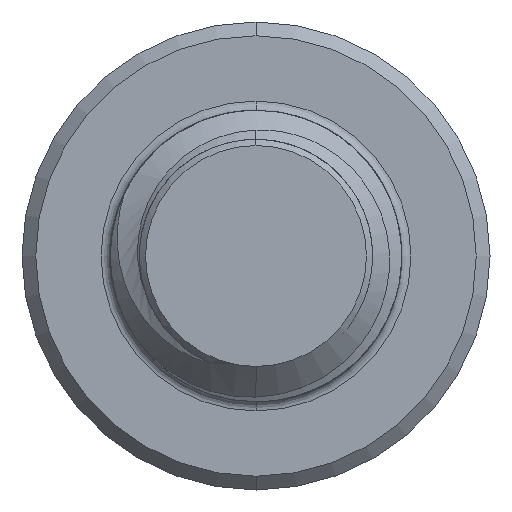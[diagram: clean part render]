
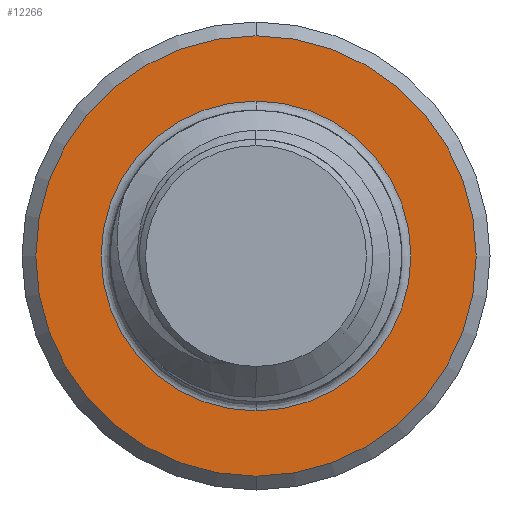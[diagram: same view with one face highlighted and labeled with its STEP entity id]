
A CAD part, front view. The second image highlights one B-rep face of the part: STEP entity #12266.
In plain terms, the highlighted planar face has unit normal (0, -1, 0).
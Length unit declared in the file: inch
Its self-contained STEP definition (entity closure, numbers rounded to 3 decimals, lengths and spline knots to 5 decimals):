
#431 = EDGE_LOOP ( 'NONE', ( #11487, #8718 ) ) ;
#766 = CARTESIAN_POINT ( 'NONE',  ( 0., 0., -0.101 ) ) ;
#947 = AXIS2_PLACEMENT_3D ( 'NONE', #7828, #3353, #14642 ) ;
#1082 = VERTEX_POINT ( 'NONE', #9560 ) ;
#1359 = DIRECTION ( 'NONE',  ( 0., 0., 1. ) ) ;
#1954 = EDGE_CURVE ( 'NONE', #10295, #4938, #3499, .T. ) ;
#2465 = EDGE_CURVE ( 'NONE', #1082, #4266, #4694, .T. ) ;
#2541 = DIRECTION ( 'NONE',  ( 0., 0., 1. ) ) ;
#3353 = DIRECTION ( 'NONE',  ( 0., -1., 0. ) ) ;
#3499 = CIRCLE ( 'NONE', #9475, 0.101 ) ;
#3837 = CIRCLE ( 'NONE', #8104, 0.101 ) ;
#4266 = VERTEX_POINT ( 'NONE', #10177 ) ;
#4694 = CIRCLE ( 'NONE', #12570, 0.1435 ) ;
#4765 = CIRCLE ( 'NONE', #947, 0.1435 ) ;
#4856 = FACE_BOUND ( 'NONE', #431, .T. ) ;
#4938 = VERTEX_POINT ( 'NONE', #13106 ) ;
#5258 = CARTESIAN_POINT ( 'NONE',  ( 0., 0., 0. ) ) ;
#6304 = DIRECTION ( 'NONE',  ( 0., 0., 1. ) ) ;
#6506 = DIRECTION ( 'NONE',  ( 0., 0., 1. ) ) ;
#6604 = ORIENTED_EDGE ( 'NONE', *, *, #2465, .T. ) ;
#6665 = AXIS2_PLACEMENT_3D ( 'NONE', #8141, #7240, #2541 ) ;
#7240 = DIRECTION ( 'NONE',  ( 0., 1., 0. ) ) ;
#7828 = CARTESIAN_POINT ( 'NONE',  ( 0., 0., 0. ) ) ;
#8104 = AXIS2_PLACEMENT_3D ( 'NONE', #5258, #9754, #6304 ) ;
#8141 = CARTESIAN_POINT ( 'NONE',  ( 0., 0., 0. ) ) ;
#8718 = ORIENTED_EDGE ( 'NONE', *, *, #1954, .T. ) ;
#9052 = CARTESIAN_POINT ( 'NONE',  ( 0., 0., 0. ) ) ;
#9475 = AXIS2_PLACEMENT_3D ( 'NONE', #10928, #13240, #6506 ) ;
#9560 = CARTESIAN_POINT ( 'NONE',  ( 0., 0., -0.1435 ) ) ;
#9754 = DIRECTION ( 'NONE',  ( 0., 1., 0. ) ) ;
#10177 = CARTESIAN_POINT ( 'NONE',  ( 0., 0., 0.1435 ) ) ;
#10295 = VERTEX_POINT ( 'NONE', #766 ) ;
#10928 = CARTESIAN_POINT ( 'NONE',  ( 0., 0., 0. ) ) ;
#11487 = ORIENTED_EDGE ( 'NONE', *, *, #13527, .T. ) ;
#11579 = FACE_OUTER_BOUND ( 'NONE', #14232, .T. ) ;
#11609 = EDGE_CURVE ( 'NONE', #4266, #1082, #4765, .T. ) ;
#11656 = PLANE ( 'NONE',  #6665 ) ;
#12266 = ADVANCED_FACE ( 'NONE', ( #4856, #11579 ), #11656, .F. ) ;
#12570 = AXIS2_PLACEMENT_3D ( 'NONE', #9052, #12635, #1359 ) ;
#12635 = DIRECTION ( 'NONE',  ( 0., -1., 0. ) ) ;
#12984 = ORIENTED_EDGE ( 'NONE', *, *, #11609, .T. ) ;
#13106 = CARTESIAN_POINT ( 'NONE',  ( 0., 0., 0.101 ) ) ;
#13240 = DIRECTION ( 'NONE',  ( 0., 1., 0. ) ) ;
#13527 = EDGE_CURVE ( 'NONE', #4938, #10295, #3837, .T. ) ;
#14232 = EDGE_LOOP ( 'NONE', ( #12984, #6604 ) ) ;
#14642 = DIRECTION ( 'NONE',  ( 0., 0., 1. ) ) ;
